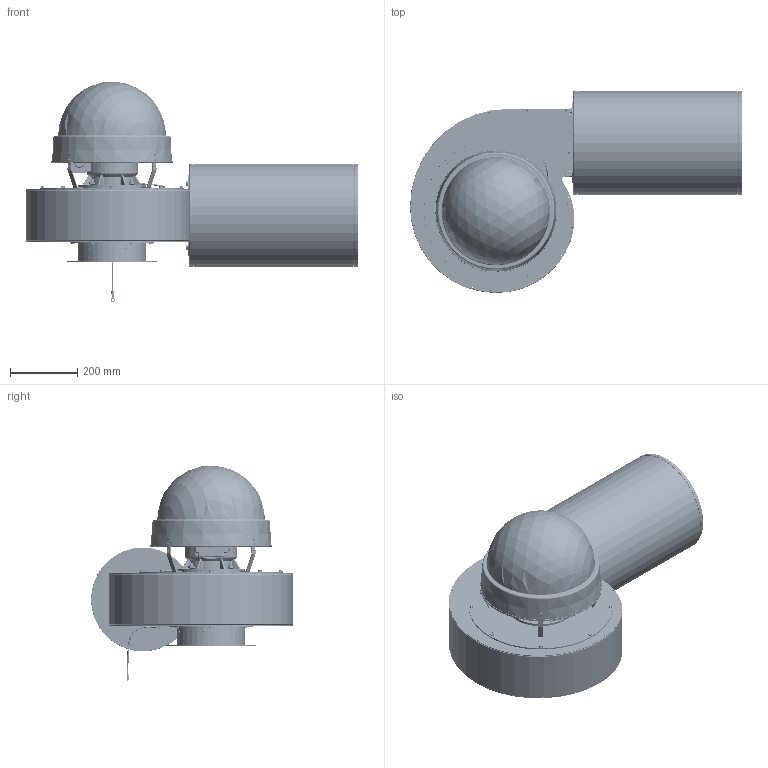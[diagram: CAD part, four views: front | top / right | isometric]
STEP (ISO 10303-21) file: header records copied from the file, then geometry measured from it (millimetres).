
FILE_DESCRIPTION(/* description */ ('888W12 WPA-8-D-N/Ex','CAx-IF Rec.Pracs.---Representation and Presentation of Product Manufacturing Information (PMI)---4.0---2014-10-13'),/* implementation_level */ '2;1');
FILE_NAME(/* name */ '888W12 WPA-8-D-N_Ex @ Wylot poziomo.stp',/* time_stamp */ '2022-05-09T13:27:06+02:00',/* author */ ('b.kitowicz'),/* organization */ ('KLIMAWENT S.A.'),/* preprocessor_version */ 'ST-DEVELOPER v18.1',/* originating_system */ 'Autodesk Inventor 2021',/* authorisation */ '');
FILE_SCHEMA (('AP242_MANAGED_MODEL_BASED_3D_ENGINEERING_MIM_LF { 1 0 10303 442 1 1 4 }'));
Length unit declared in the file: millimetre
Products named in the file (1): ~~
Bounding box: 986.55 x 600.24 x 654.36 mm (x, y, z)
Volume: 27748199.7 mm3; surface area: 4422028.9 mm2
Topology: 28 solids, 28 shells, 6331 faces, 15661 edges, 10109 vertices
Faces by surface type: plane 3068, bspline 1289, cylinder 1256, cone 395, torus 293, sphere 30
Full cylindrical faces by diameter (mm): 2 x74, 2.4 x8, 3 x32, 3.2 x80, 3.3 x15, 3.4 x14, 3.5 x90, 4 x4, 4.5 x4, 4.92 x1, 5.5 x4, 6 x35, 6.1 x1, 6.4 x2, 6.5 x97, 6.647 x1, 7 x12, 8 x8, 8.67 x14, 8.88 x14, 9 x14, 10 x8, 10.5 x1, 11 x4, 11.63 x4, 12 x4, 13 x1, 14.63 x4, 16 x3, 24 x2
Entity records: 213875 total; most frequent: CARTESIAN_POINT 62944, ORIENTED_EDGE 31294, DIRECTION 27134, EDGE_CURVE 15647, VERTEX_POINT 10137, AXIS2_PLACEMENT_3D 9602, LINE 7930, VECTOR 7930
